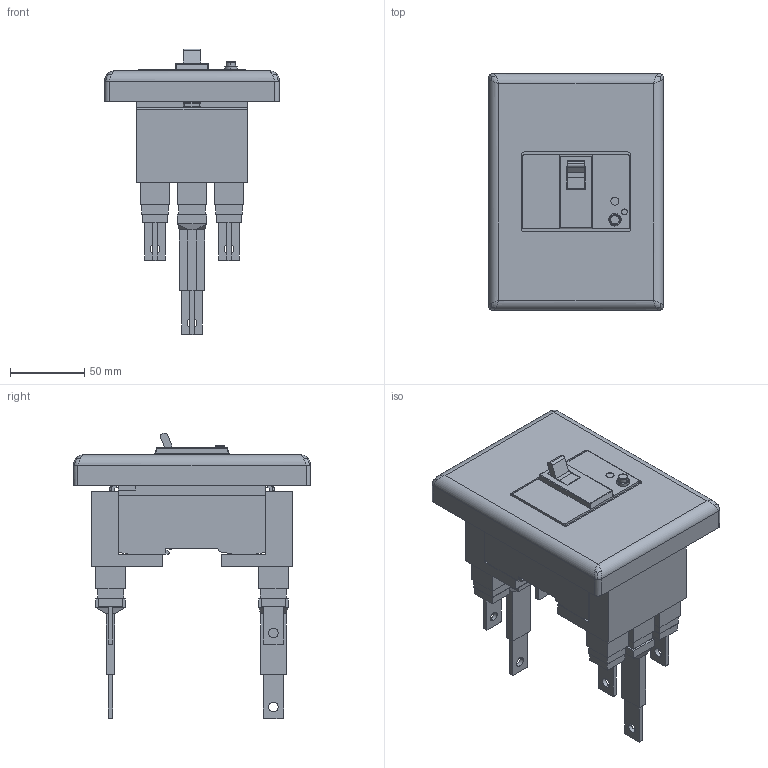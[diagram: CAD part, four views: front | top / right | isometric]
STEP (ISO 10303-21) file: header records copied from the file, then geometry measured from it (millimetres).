
FILE_DESCRIPTION(('CoCreate Modeling STEP Export'),'2;1');
FILE_NAME('Ｅ１００ＮＦ３Ｐ.stp','2016-03-30T16:54:50',(''),(''),'CoCreate Modeling STEP processor for AP214 (Solid Model)','CoCreate Modeling 17.0 01-Apr-2010 (C) Parametric Technology GmbH','');
FILE_SCHEMA(('AUTOMOTIVE_DESIGN { 1 0 10303 214 1 1 1 1 }'));
Length unit declared in the file: millimetre
Products named in the file (8): P3.1; P1; P4; P2; P5.2; P3; P4.1; Ｅ１００ＮＦ３Ｐ
Assembly tree (10 placements, depth 2):
  Ｅ１００ＮＦ３Ｐ
    P4.1
    P3
    P5.2  x4
    P2
    P4
    P1
    P3.1
Bounding box: 118 x 160 x 192.94 mm (x, y, z)
Volume: 974967.8 mm3; surface area: 127391.1 mm2
Topology: 10 solids, 10 shells, 417 faces, 1026 edges, 660 vertices
Faces by surface type: plane 272, cylinder 102, bspline 30, torus 8, sphere 5
Entity records: 12908 total; most frequent: CARTESIAN_POINT 4044, ORIENTED_EDGE 1684, DIRECTION 1450, EDGE_CURVE 842, VECTOR 584, LINE 584, VERTEX_POINT 540, AXIS2_PLACEMENT_3D 433
